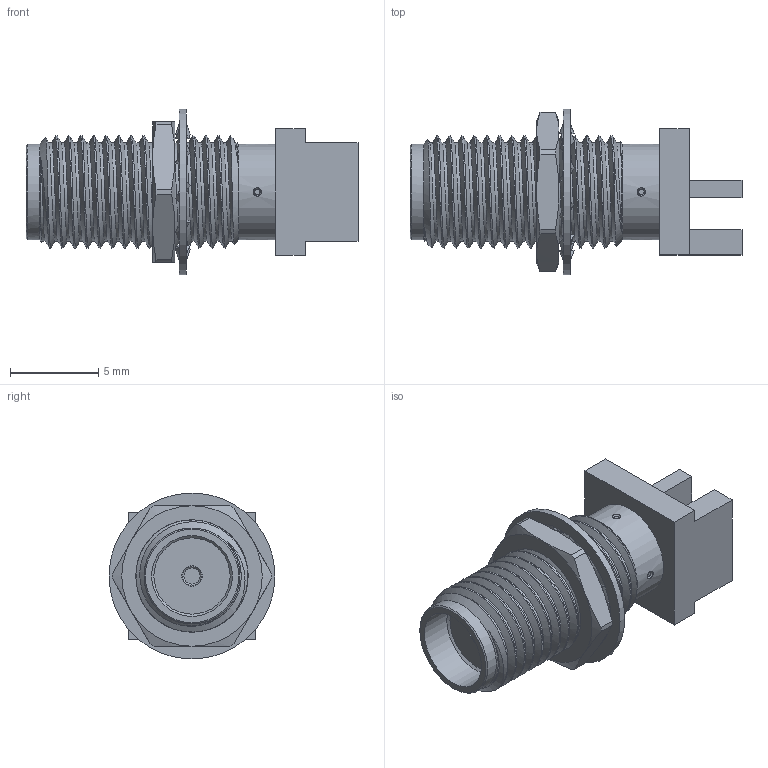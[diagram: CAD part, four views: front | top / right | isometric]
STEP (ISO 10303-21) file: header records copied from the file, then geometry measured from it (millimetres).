
FILE_DESCRIPTION (( 'STEP AP203' ), '1' );
FILE_NAME ('SC8435_3D.step', '2022-02-16T16:34:53', ( '' ), ( '' ), 'SwSTEP 2.0', 'SolidWorks 2021', '' );
FILE_SCHEMA (( 'CONFIG_CONTROL_DESIGN' ));
Length unit declared in the file: inch
Products named in the file (1): SC8435_3D
Bounding box: 18.8 x 9.4 x 9.4 mm (x, y, z)
Volume: 464.8 mm3; surface area: 815.7 mm2
Topology: 3 solids, 3 shells, 149 faces, 422 edges, 288 vertices
Faces by surface type: plane 50, bspline 46, cylinder 30, cone 23
Full cylindrical faces by diameter (mm): 0.466 x4, 0.66 x1, 0.914 x1, 1.168 x1, 1.854 x1, 4.572 x1, 5.436 x2, 9.398 x1
Entity records: 10762 total; most frequent: CARTESIAN_POINT 7250, ORIENTED_EDGE 788, DIRECTION 560, EDGE_CURVE 394, VERTEX_POINT 282, AXIS2_PLACEMENT_3D 206, EDGE_LOOP 184, FACE_OUTER_BOUND 161
